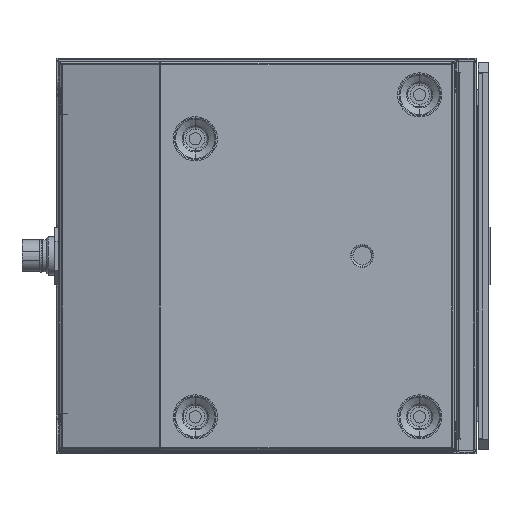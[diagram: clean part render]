
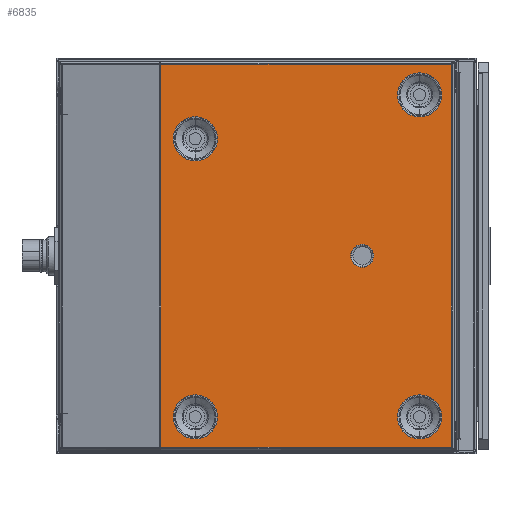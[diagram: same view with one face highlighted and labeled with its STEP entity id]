
A CAD part, front view. The second image highlights one B-rep face of the part: STEP entity #6835.
In plain terms, the highlighted planar face has unit normal (0, -1, 0).
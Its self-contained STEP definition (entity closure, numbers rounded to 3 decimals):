
#408 = ORIENTED_EDGE ( 'NONE', *, *, #22127, .T. ) ;
#427 = LINE ( 'NONE', #35462, #23869 ) ;
#440 = EDGE_CURVE ( 'NONE', #58369, #37748, #28395, .T. ) ;
#625 = CIRCLE ( 'NONE', #19434, 0.566 ) ;
#2181 = FACE_BOUND ( 'NONE', #72895, .T. ) ;
#2599 = CARTESIAN_POINT ( 'NONE',  ( -1.75, -0.045, 3. ) ) ;
#3716 = AXIS2_PLACEMENT_3D ( 'NONE', #77003, #23119, #11285 ) ;
#3844 = VECTOR ( 'NONE', #33672, 39.37 ) ;
#6278 = CARTESIAN_POINT ( 'NONE',  ( -1.75, -0.045, -4.125 ) ) ;
#6835 = ADVANCED_FACE ( 'NONE', ( #31679, #49377, #19465, #13949, #2181, #32862 ), #56443, .F. ) ;
#7232 = CIRCLE ( 'NONE', #63750, 0.566 ) ;
#8612 = AXIS2_PLACEMENT_3D ( 'NONE', #59787, #30291, #58645 ) ;
#8876 = EDGE_CURVE ( 'NONE', #56824, #57764, #23154, .T. ) ;
#9290 = EDGE_CURVE ( 'NONE', #48964, #65047, #11890, .T. ) ;
#9685 = EDGE_CURVE ( 'NONE', #71345, #49169, #46805, .T. ) ;
#11069 = ORIENTED_EDGE ( 'NONE', *, *, #440, .F. ) ;
#11285 = DIRECTION ( 'NONE',  ( 0., 0., -1. ) ) ;
#11491 = CARTESIAN_POINT ( 'NONE',  ( -2.638, -0.045, 4.904 ) ) ;
#11890 = CIRCLE ( 'NONE', #55905, 0.566 ) ;
#12584 = DIRECTION ( 'NONE',  ( 0., 0., -1. ) ) ;
#12729 = DIRECTION ( 'NONE',  ( 0., 0., -1. ) ) ;
#12891 = ORIENTED_EDGE ( 'NONE', *, *, #9290, .F. ) ;
#13162 = CARTESIAN_POINT ( 'NONE',  ( -2.638, -0.045, 4.904 ) ) ;
#13752 = ORIENTED_EDGE ( 'NONE', *, *, #45581, .F. ) ;
#13949 = FACE_BOUND ( 'NONE', #69758, .T. ) ;
#14663 = AXIS2_PLACEMENT_3D ( 'NONE', #6278, #42478, #53121 ) ;
#15156 = DIRECTION ( 'NONE',  ( 0., 0., -1. ) ) ;
#18774 = EDGE_CURVE ( 'NONE', #57764, #56824, #60276, .T. ) ;
#19434 = AXIS2_PLACEMENT_3D ( 'NONE', #55218, #62308, #74110 ) ;
#19465 = FACE_BOUND ( 'NONE', #67696, .T. ) ;
#22127 = EDGE_CURVE ( 'NONE', #70301, #71345, #427, .T. ) ;
#22567 = CIRCLE ( 'NONE', #3716, 0.566 ) ;
#23119 = DIRECTION ( 'NONE',  ( 0., -1., 0. ) ) ;
#23154 = CIRCLE ( 'NONE', #28221, 0.295 ) ;
#23869 = VECTOR ( 'NONE', #12584, 39.37 ) ;
#24753 = AXIS2_PLACEMENT_3D ( 'NONE', #64972, #63824, #57912 ) ;
#24953 = CARTESIAN_POINT ( 'NONE',  ( 4.811, -0.045, 4.904 ) ) ;
#25226 = DIRECTION ( 'NONE',  ( 0., -1., 0. ) ) ;
#26099 = VERTEX_POINT ( 'NONE', #75344 ) ;
#26564 = DIRECTION ( 'NONE',  ( 0., 1., 0. ) ) ;
#26675 = EDGE_CURVE ( 'NONE', #46369, #40855, #7232, .T. ) ;
#27380 = DIRECTION ( 'NONE',  ( 0., 1., 0. ) ) ;
#28221 = AXIS2_PLACEMENT_3D ( 'NONE', #32989, #40023, #56969 ) ;
#28395 = CIRCLE ( 'NONE', #64839, 0.566 ) ;
#28550 = CIRCLE ( 'NONE', #24753, 0.566 ) ;
#29011 = VERTEX_POINT ( 'NONE', #24953 ) ;
#29285 = LINE ( 'NONE', #34820, #3844 ) ;
#30291 = DIRECTION ( 'NONE',  ( 0., -1., 0. ) ) ;
#31379 = EDGE_LOOP ( 'NONE', ( #44354, #38257 ) ) ;
#31679 = FACE_BOUND ( 'NONE', #31379, .T. ) ;
#32551 = CIRCLE ( 'NONE', #8612, 0.566 ) ;
#32862 = FACE_OUTER_BOUND ( 'NONE', #77428, .T. ) ;
#32989 = CARTESIAN_POINT ( 'NONE',  ( 2.525, -0.045, 0. ) ) ;
#33230 = CARTESIAN_POINT ( 'NONE',  ( -1.75, -0.045, 3.566 ) ) ;
#33672 = DIRECTION ( 'NONE',  ( 0., 0., -1. ) ) ;
#33676 = CARTESIAN_POINT ( 'NONE',  ( 4., -0.045, 4.691 ) ) ;
#34820 = CARTESIAN_POINT ( 'NONE',  ( 4.811, -0.045, 4.904 ) ) ;
#34872 = ORIENTED_EDGE ( 'NONE', *, *, #9685, .T. ) ;
#35371 = EDGE_CURVE ( 'NONE', #70301, #29011, #55146, .T. ) ;
#35462 = CARTESIAN_POINT ( 'NONE',  ( -2.633, -0.045, 4.904 ) ) ;
#37608 = EDGE_LOOP ( 'NONE', ( #59118, #74979 ) ) ;
#37721 = CARTESIAN_POINT ( 'NONE',  ( 2.525, -0.045, 0.295 ) ) ;
#37748 = VERTEX_POINT ( 'NONE', #46717 ) ;
#38257 = ORIENTED_EDGE ( 'NONE', *, *, #8876, .T. ) ;
#38567 = ORIENTED_EDGE ( 'NONE', *, *, #73162, .F. ) ;
#40023 = DIRECTION ( 'NONE',  ( 0., 1., 0. ) ) ;
#40855 = VERTEX_POINT ( 'NONE', #49262 ) ;
#42295 = EDGE_CURVE ( 'NONE', #40855, #46369, #32551, .T. ) ;
#42478 = DIRECTION ( 'NONE',  ( 0., -1., 0. ) ) ;
#43371 = ORIENTED_EDGE ( 'NONE', *, *, #35371, .F. ) ;
#43898 = CARTESIAN_POINT ( 'NONE',  ( 2.525, -0.045, 0. ) ) ;
#44354 = ORIENTED_EDGE ( 'NONE', *, *, #18774, .T. ) ;
#45581 = EDGE_CURVE ( 'NONE', #29011, #49169, #29285, .T. ) ;
#46369 = VERTEX_POINT ( 'NONE', #62401 ) ;
#46717 = CARTESIAN_POINT ( 'NONE',  ( 4., -0.045, 3.559 ) ) ;
#46805 = LINE ( 'NONE', #48332, #50739 ) ;
#47949 = DIRECTION ( 'NONE',  ( 1., 0., 0. ) ) ;
#48332 = CARTESIAN_POINT ( 'NONE',  ( -2.638, -0.045, -4.904 ) ) ;
#48468 = EDGE_CURVE ( 'NONE', #26099, #57442, #28550, .T. ) ;
#48659 = ORIENTED_EDGE ( 'NONE', *, *, #52471, .F. ) ;
#48855 = DIRECTION ( 'NONE',  ( 1., 0., 0. ) ) ;
#48964 = VERTEX_POINT ( 'NONE', #53815 ) ;
#49169 = VERTEX_POINT ( 'NONE', #55792 ) ;
#49262 = CARTESIAN_POINT ( 'NONE',  ( 4., -0.045, -3.559 ) ) ;
#49377 = FACE_BOUND ( 'NONE', #37608, .T. ) ;
#50512 = CARTESIAN_POINT ( 'NONE',  ( -2.633, -0.045, -4.904 ) ) ;
#50552 = DIRECTION ( 'NONE',  ( 1., 0., 0. ) ) ;
#50739 = VECTOR ( 'NONE', #47949, 39.37 ) ;
#52471 = EDGE_CURVE ( 'NONE', #37748, #58369, #22567, .T. ) ;
#53121 = DIRECTION ( 'NONE',  ( 0., 0., -1. ) ) ;
#53815 = CARTESIAN_POINT ( 'NONE',  ( -1.75, -0.045, 2.434 ) ) ;
#54440 = DIRECTION ( 'NONE',  ( 0., -1., 0. ) ) ;
#54791 = CARTESIAN_POINT ( 'NONE',  ( 2.525, -0.045, -0.295 ) ) ;
#55146 = LINE ( 'NONE', #11491, #64648 ) ;
#55218 = CARTESIAN_POINT ( 'NONE',  ( -1.75, -0.045, 3. ) ) ;
#55792 = CARTESIAN_POINT ( 'NONE',  ( 4.811, -0.045, -4.904 ) ) ;
#55905 = AXIS2_PLACEMENT_3D ( 'NONE', #2599, #69059, #15156 ) ;
#56087 = ORIENTED_EDGE ( 'NONE', *, *, #71323, .F. ) ;
#56443 = PLANE ( 'NONE',  #64367 ) ;
#56824 = VERTEX_POINT ( 'NONE', #54791 ) ;
#56969 = DIRECTION ( 'NONE',  ( 0., 0., 1. ) ) ;
#57442 = VERTEX_POINT ( 'NONE', #66918 ) ;
#57764 = VERTEX_POINT ( 'NONE', #37721 ) ;
#57912 = DIRECTION ( 'NONE',  ( 0., 0., -1. ) ) ;
#58369 = VERTEX_POINT ( 'NONE', #33676 ) ;
#58645 = DIRECTION ( 'NONE',  ( 0., 0., -1. ) ) ;
#59118 = ORIENTED_EDGE ( 'NONE', *, *, #26675, .F. ) ;
#59787 = CARTESIAN_POINT ( 'NONE',  ( 4., -0.045, -4.125 ) ) ;
#60276 = CIRCLE ( 'NONE', #70313, 0.295 ) ;
#60730 = CARTESIAN_POINT ( 'NONE',  ( 4., -0.045, 4.125 ) ) ;
#62308 = DIRECTION ( 'NONE',  ( 0., -1., 0. ) ) ;
#62401 = CARTESIAN_POINT ( 'NONE',  ( 4., -0.045, -4.691 ) ) ;
#62764 = ORIENTED_EDGE ( 'NONE', *, *, #48468, .F. ) ;
#63750 = AXIS2_PLACEMENT_3D ( 'NONE', #68506, #25226, #67711 ) ;
#63824 = DIRECTION ( 'NONE',  ( 0., -1., 0. ) ) ;
#64367 = AXIS2_PLACEMENT_3D ( 'NONE', #13162, #26564, #50552 ) ;
#64648 = VECTOR ( 'NONE', #48855, 39.37 ) ;
#64839 = AXIS2_PLACEMENT_3D ( 'NONE', #60730, #54440, #12729 ) ;
#64972 = CARTESIAN_POINT ( 'NONE',  ( -1.75, -0.045, -4.125 ) ) ;
#65047 = VERTEX_POINT ( 'NONE', #33230 ) ;
#66918 = CARTESIAN_POINT ( 'NONE',  ( -1.75, -0.045, -3.559 ) ) ;
#67696 = EDGE_LOOP ( 'NONE', ( #62764, #38567 ) ) ;
#67711 = DIRECTION ( 'NONE',  ( 0., 0., -1. ) ) ;
#68506 = CARTESIAN_POINT ( 'NONE',  ( 4., -0.045, -4.125 ) ) ;
#69059 = DIRECTION ( 'NONE',  ( 0., -1., 0. ) ) ;
#69758 = EDGE_LOOP ( 'NONE', ( #48659, #11069 ) ) ;
#70301 = VERTEX_POINT ( 'NONE', #76043 ) ;
#70313 = AXIS2_PLACEMENT_3D ( 'NONE', #43898, #27380, #72731 ) ;
#71323 = EDGE_CURVE ( 'NONE', #65047, #48964, #625, .T. ) ;
#71345 = VERTEX_POINT ( 'NONE', #50512 ) ;
#72731 = DIRECTION ( 'NONE',  ( 0., 0., 1. ) ) ;
#72895 = EDGE_LOOP ( 'NONE', ( #12891, #56087 ) ) ;
#73162 = EDGE_CURVE ( 'NONE', #57442, #26099, #74996, .T. ) ;
#74110 = DIRECTION ( 'NONE',  ( 0., 0., -1. ) ) ;
#74979 = ORIENTED_EDGE ( 'NONE', *, *, #42295, .F. ) ;
#74996 = CIRCLE ( 'NONE', #14663, 0.566 ) ;
#75344 = CARTESIAN_POINT ( 'NONE',  ( -1.75, -0.045, -4.691 ) ) ;
#76043 = CARTESIAN_POINT ( 'NONE',  ( -2.633, -0.045, 4.904 ) ) ;
#77003 = CARTESIAN_POINT ( 'NONE',  ( 4., -0.045, 4.125 ) ) ;
#77428 = EDGE_LOOP ( 'NONE', ( #34872, #13752, #43371, #408 ) ) ;
